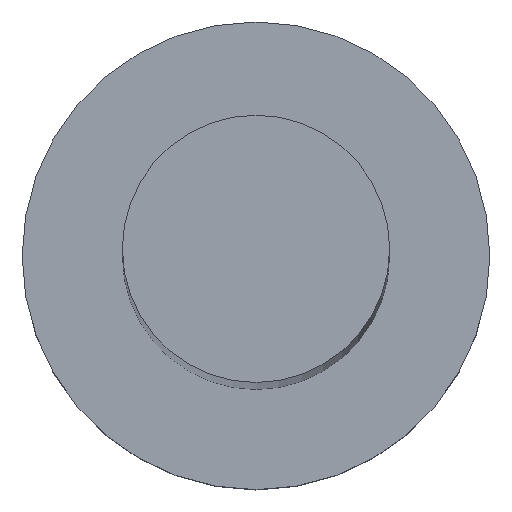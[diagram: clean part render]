
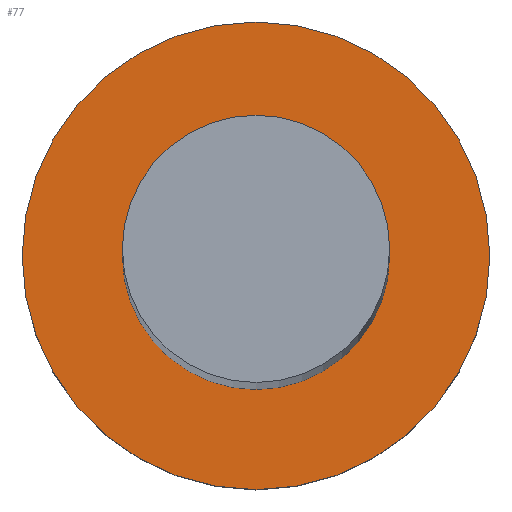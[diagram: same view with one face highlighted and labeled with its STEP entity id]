
A CAD part, top view. The second image highlights one B-rep face of the part: STEP entity #77.
In plain terms, the highlighted planar face has unit normal (0, 0, 1).
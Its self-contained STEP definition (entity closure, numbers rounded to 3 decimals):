
#2 = VERTEX_POINT ( 'NONE', #139 ) ;
#5 = DIRECTION ( 'NONE',  ( 0., 0., 1. ) ) ;
#8 = DIRECTION ( 'NONE',  ( 0., 0., 1. ) ) ;
#13 = AXIS2_PLACEMENT_3D ( 'NONE', #181, #117, #115 ) ;
#18 = CARTESIAN_POINT ( 'NONE',  ( 4., 0., 5. ) ) ;
#22 = VERTEX_POINT ( 'NONE', #18 ) ;
#23 = ORIENTED_EDGE ( 'NONE', *, *, #28, .T. ) ;
#26 = DIRECTION ( 'NONE',  ( 0., 0., 1. ) ) ;
#28 = EDGE_CURVE ( 'NONE', #136, #76, #146, .T. ) ;
#35 = EDGE_LOOP ( 'NONE', ( #23, #132 ) ) ;
#42 = PLANE ( 'NONE',  #13 ) ;
#55 = ORIENTED_EDGE ( 'NONE', *, *, #124, .F. ) ;
#63 = AXIS2_PLACEMENT_3D ( 'NONE', #186, #8, #244 ) ;
#64 = DIRECTION ( 'NONE',  ( 1., 0., 0. ) ) ;
#76 = VERTEX_POINT ( 'NONE', #133 ) ;
#77 = ADVANCED_FACE ( 'NONE', ( #222, #225 ), #42, .T. ) ;
#97 = DIRECTION ( 'NONE',  ( 0., 0., 1. ) ) ;
#106 = AXIS2_PLACEMENT_3D ( 'NONE', #177, #5, #119 ) ;
#115 = DIRECTION ( 'NONE',  ( 1., 0., 0. ) ) ;
#117 = DIRECTION ( 'NONE',  ( 0., 0., 1. ) ) ;
#119 = DIRECTION ( 'NONE',  ( 1., 0., 0. ) ) ;
#124 = EDGE_CURVE ( 'NONE', #2, #22, #233, .T. ) ;
#131 = EDGE_LOOP ( 'NONE', ( #55, #205 ) ) ;
#132 = ORIENTED_EDGE ( 'NONE', *, *, #243, .T. ) ;
#133 = CARTESIAN_POINT ( 'NONE',  ( 7., 0., 5. ) ) ;
#136 = VERTEX_POINT ( 'NONE', #209 ) ;
#139 = CARTESIAN_POINT ( 'NONE',  ( -4., 0., 5. ) ) ;
#146 = CIRCLE ( 'NONE', #214, 7. ) ;
#165 = CIRCLE ( 'NONE', #63, 7. ) ;
#177 = CARTESIAN_POINT ( 'NONE',  ( 0., 0., 5. ) ) ;
#178 = DIRECTION ( 'NONE',  ( 1., 0., 0. ) ) ;
#181 = CARTESIAN_POINT ( 'NONE',  ( 0., 0., 5. ) ) ;
#186 = CARTESIAN_POINT ( 'NONE',  ( 0., 0., 5. ) ) ;
#188 = AXIS2_PLACEMENT_3D ( 'NONE', #213, #26, #64 ) ;
#197 = EDGE_CURVE ( 'NONE', #22, #2, #203, .T. ) ;
#203 = CIRCLE ( 'NONE', #188, 4. ) ;
#205 = ORIENTED_EDGE ( 'NONE', *, *, #197, .F. ) ;
#209 = CARTESIAN_POINT ( 'NONE',  ( -7., 0., 5. ) ) ;
#213 = CARTESIAN_POINT ( 'NONE',  ( 0., 0., 5. ) ) ;
#214 = AXIS2_PLACEMENT_3D ( 'NONE', #240, #97, #178 ) ;
#222 = FACE_BOUND ( 'NONE', #131, .T. ) ;
#225 = FACE_OUTER_BOUND ( 'NONE', #35, .T. ) ;
#233 = CIRCLE ( 'NONE', #106, 4. ) ;
#240 = CARTESIAN_POINT ( 'NONE',  ( 0., 0., 5. ) ) ;
#243 = EDGE_CURVE ( 'NONE', #76, #136, #165, .T. ) ;
#244 = DIRECTION ( 'NONE',  ( 1., 0., 0. ) ) ;
